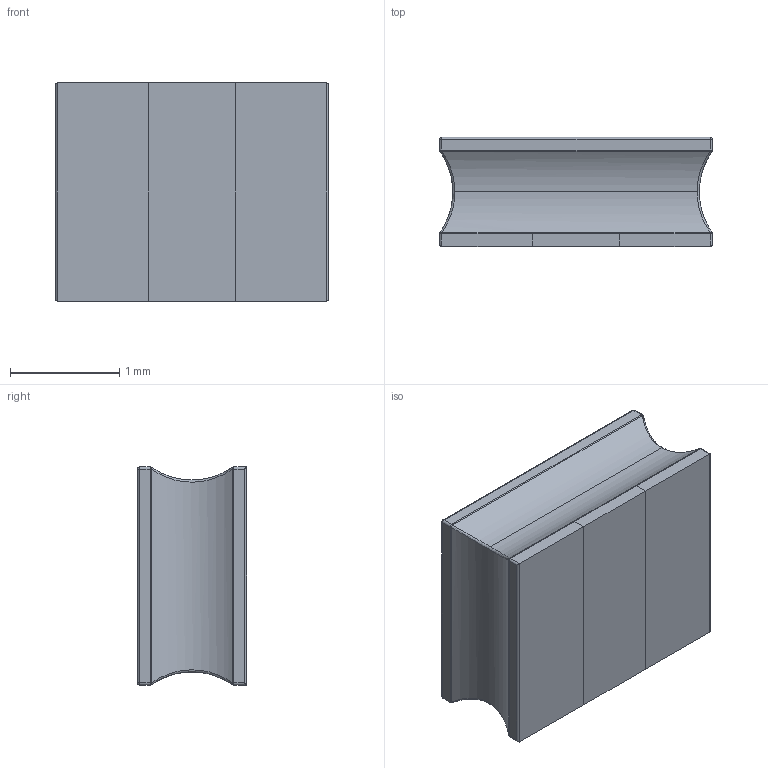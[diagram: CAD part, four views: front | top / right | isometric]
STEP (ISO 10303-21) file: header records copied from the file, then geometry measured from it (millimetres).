
FILE_DESCRIPTION (( 'STEP AP214' ), '1' );
FILE_NAME ('VLS252010CX.STEP', '2016-01-25T01:12:09', ( '' ), ( '' ), 'SwSTEP 2.0', 'SolidWorks 2015', '' );
FILE_SCHEMA (( 'AUTOMOTIVE_DESIGN' ));
Length unit declared in the file: millimetre
Products named in the file (1): VLS252010CX
Bounding box: 2.5 x 1 x 2 mm (x, y, z)
Volume: 4.5 mm3; surface area: 18.8 mm2
Topology: 1 solids, 1 shells, 64 faces, 134 edges, 68 vertices
Faces by surface type: cylinder 32, plane 16, sphere 12, bspline 4
Entity records: 1887 total; most frequent: CARTESIAN_POINT 379, DIRECTION 284, ORIENTED_EDGE 260, EDGE_CURVE 130, AXIS2_PLACEMENT_3D 109, VERTEX_POINT 68, VECTOR 66, LINE 66
